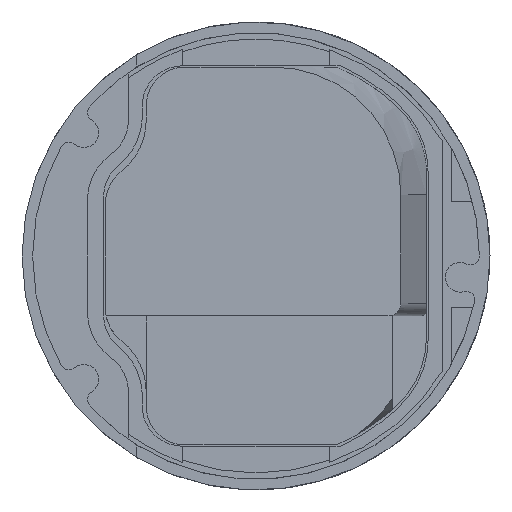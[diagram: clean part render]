
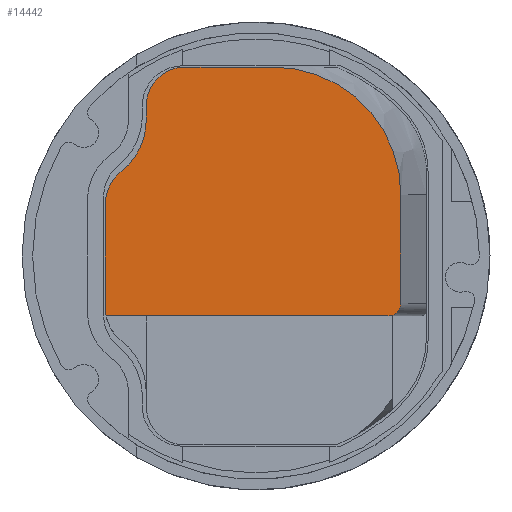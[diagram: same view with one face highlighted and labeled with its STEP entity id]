
A CAD part, front view. The second image highlights one B-rep face of the part: STEP entity #14442.
In plain terms, the highlighted face is planar.
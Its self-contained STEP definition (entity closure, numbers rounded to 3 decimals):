
#19 = ORIENTED_EDGE ( 'NONE', *, *, #10591, .T. ) ;
#128 = VERTEX_POINT ( 'NONE', #14052 ) ;
#218 = CARTESIAN_POINT ( 'NONE',  ( -35.221, 14.1, 0. ) ) ;
#278 = DIRECTION ( 'NONE',  ( 1., 0., 0. ) ) ;
#313 = DIRECTION ( 'NONE',  ( 0., -1., 0. ) ) ;
#687 = VERTEX_POINT ( 'NONE', #774 ) ;
#774 = CARTESIAN_POINT ( 'NONE',  ( -31.714, -19.819, 0. ) ) ;
#781 = LINE ( 'NONE', #5566, #1157 ) ;
#993 = ORIENTED_EDGE ( 'NONE', *, *, #12828, .F. ) ;
#1055 = DIRECTION ( 'NONE',  ( 0., 0., -1. ) ) ;
#1114 = CARTESIAN_POINT ( 'NONE',  ( -35.4, 12.256, 0. ) ) ;
#1157 = VECTOR ( 'NONE', #12396, 1000. ) ;
#1227 = ORIENTED_EDGE ( 'NONE', *, *, #12189, .F. ) ;
#1265 = ORIENTED_EDGE ( 'NONE', *, *, #11240, .F. ) ;
#1283 = DIRECTION ( 'NONE',  ( 0., 0., -1. ) ) ;
#1467 = CARTESIAN_POINT ( 'NONE',  ( 34.05, 14.4, 0. ) ) ;
#1607 = DIRECTION ( 'NONE',  ( 1., 0., 0. ) ) ;
#1687 = VERTEX_POINT ( 'NONE', #218 ) ;
#1792 = CARTESIAN_POINT ( 'NONE',  ( 34.05, -14.4, 0. ) ) ;
#2038 = DIRECTION ( 'NONE',  ( 0., 0., 1. ) ) ;
#2426 = CARTESIAN_POINT ( 'NONE',  ( -25.8, 12.256, 0. ) ) ;
#2434 =( BOUNDED_CURVE ( )  B_SPLINE_CURVE ( 3, ( #5436, #13424, #14567, #7723 ),
 .UNSPECIFIED., .F., .F. ) 
 B_SPLINE_CURVE_WITH_KNOTS ( ( 4, 4 ),
 ( 1.571, 3.142 ),
 .UNSPECIFIED. ) 
 CURVE ( )  GEOMETRIC_REPRESENTATION_ITEM ( )  RATIONAL_B_SPLINE_CURVE ( ( 1., 0.805, 0.805, 1. ) ) 
 REPRESENTATION_ITEM ( '' )  );
#2628 = ORIENTED_EDGE ( 'NONE', *, *, #9751, .T. ) ;
#2792 = EDGE_LOOP ( 'NONE', ( #6982, #19, #2628, #1227, #10987, #5448, #9632, #12967, #4182, #993, #1265 ) ) ;
#2819 = VERTEX_POINT ( 'NONE', #14180 ) ;
#3095 = VECTOR ( 'NONE', #9102, 1000. ) ;
#3434 = CIRCLE ( 'NONE', #8348, 9.1 ) ;
#3467 = CARTESIAN_POINT ( 'NONE',  ( -16.7, -44.4, 0. ) ) ;
#3703 = CARTESIAN_POINT ( 'NONE',  ( 30.994, 14.1, 0. ) ) ;
#3776 = AXIS2_PLACEMENT_3D ( 'NONE', #9536, #10697, #1607 ) ;
#3795 = CIRCLE ( 'NONE', #3776, 30. ) ;
#4182 = ORIENTED_EDGE ( 'NONE', *, *, #11165, .F. ) ;
#4274 = LINE ( 'NONE', #4575, #4975 ) ;
#4393 = AXIS2_PLACEMENT_3D ( 'NONE', #7881, #1055, #9004 ) ;
#4575 = CARTESIAN_POINT ( 'NONE',  ( -35.4, -12.256, 0. ) ) ;
#4653 = CARTESIAN_POINT ( 'NONE',  ( 50., 14.1, 0. ) ) ;
#4703 = LINE ( 'NONE', #3467, #3095 ) ;
#4975 = VECTOR ( 'NONE', #13708, 1000. ) ;
#5436 = CARTESIAN_POINT ( 'NONE',  ( 30.994, 14.1, 0. ) ) ;
#5448 = ORIENTED_EDGE ( 'NONE', *, *, #13828, .F. ) ;
#5566 = CARTESIAN_POINT ( 'NONE',  ( -25.8, -31.95, 0. ) ) ;
#6030 = VERTEX_POINT ( 'NONE', #9906 ) ;
#6377 = VERTEX_POINT ( 'NONE', #6846 ) ;
#6553 = CARTESIAN_POINT ( 'NONE',  ( 34.05, 11.1, 0. ) ) ;
#6716 = DIRECTION ( 'NONE',  ( 0., 0., 1. ) ) ;
#6846 = CARTESIAN_POINT ( 'NONE',  ( -35.4, -12.256, 0. ) ) ;
#6857 = AXIS2_PLACEMENT_3D ( 'NONE', #8838, #2038, #9981 ) ;
#6982 = ORIENTED_EDGE ( 'NONE', *, *, #7174, .F. ) ;
#7104 = DIRECTION ( 'NONE',  ( 0., 0., 1. ) ) ;
#7174 = EDGE_CURVE ( 'NONE', #11737, #1687, #12707, .T. ) ;
#7477 = EDGE_CURVE ( 'NONE', #8649, #2819, #4703, .T. ) ;
#7723 = CARTESIAN_POINT ( 'NONE',  ( 34.05, 11.1, 0. ) ) ;
#7881 = CARTESIAN_POINT ( 'NONE',  ( -41.2, -31.95, 0. ) ) ;
#8094 = VECTOR ( 'NONE', #313, 1000. ) ;
#8096 = DIRECTION ( 'NONE',  ( -1., 0., 0. ) ) ;
#8348 = AXIS2_PLACEMENT_3D ( 'NONE', #13966, #7104, #278 ) ;
#8436 = VERTEX_POINT ( 'NONE', #1792 ) ;
#8649 = VERTEX_POINT ( 'NONE', #8737 ) ;
#8737 = CARTESIAN_POINT ( 'NONE',  ( -16.7, -44.4, 0. ) ) ;
#8838 = CARTESIAN_POINT ( 'NONE',  ( -25.8, -12.256, 0. ) ) ;
#9004 = DIRECTION ( 'NONE',  ( -1., 0., 0. ) ) ;
#9102 = DIRECTION ( 'NONE',  ( 1., 0., 0. ) ) ;
#9282 = VECTOR ( 'NONE', #13788, 1000. ) ;
#9420 = VERTEX_POINT ( 'NONE', #6553 ) ;
#9519 = FACE_OUTER_BOUND ( 'NONE', #2792, .T. ) ;
#9536 = CARTESIAN_POINT ( 'NONE',  ( 4.05, -14.4, 0. ) ) ;
#9632 = ORIENTED_EDGE ( 'NONE', *, *, #12503, .F. ) ;
#9751 = EDGE_CURVE ( 'NONE', #9420, #8436, #13827, .T. ) ;
#9906 = CARTESIAN_POINT ( 'NONE',  ( -25.8, -31.95, 0. ) ) ;
#9981 = DIRECTION ( 'NONE',  ( 1., 0., 0. ) ) ;
#10366 = PLANE ( 'NONE',  #13835 ) ;
#10591 = EDGE_CURVE ( 'NONE', #11737, #9420, #2434, .T. ) ;
#10656 = EDGE_CURVE ( 'NONE', #687, #6030, #12410, .T. ) ;
#10683 = VERTEX_POINT ( 'NONE', #1114 ) ;
#10697 = DIRECTION ( 'NONE',  ( 0., 0., 1. ) ) ;
#10987 = ORIENTED_EDGE ( 'NONE', *, *, #7477, .F. ) ;
#11165 = EDGE_CURVE ( 'NONE', #6377, #687, #13281, .T. ) ;
#11240 = EDGE_CURVE ( 'NONE', #1687, #10683, #13457, .T. ) ;
#11737 = VERTEX_POINT ( 'NONE', #3703 ) ;
#12189 = EDGE_CURVE ( 'NONE', #2819, #8436, #3795, .T. ) ;
#12200 = AXIS2_PLACEMENT_3D ( 'NONE', #13559, #6716, #14696 ) ;
#12396 = DIRECTION ( 'NONE',  ( 0., -1., 0. ) ) ;
#12410 = CIRCLE ( 'NONE', #4393, 15.4 ) ;
#12503 = EDGE_CURVE ( 'NONE', #6030, #128, #781, .T. ) ;
#12707 = LINE ( 'NONE', #4653, #9282 ) ;
#12828 = EDGE_CURVE ( 'NONE', #10683, #6377, #4274, .T. ) ;
#12967 = ORIENTED_EDGE ( 'NONE', *, *, #10656, .F. ) ;
#13281 = CIRCLE ( 'NONE', #6857, 9.6 ) ;
#13424 = CARTESIAN_POINT ( 'NONE',  ( 32.784, 14.1, 0. ) ) ;
#13457 = CIRCLE ( 'NONE', #12200, 9.6 ) ;
#13559 = CARTESIAN_POINT ( 'NONE',  ( -25.8, 12.256, 0. ) ) ;
#13708 = DIRECTION ( 'NONE',  ( 0., -1., 0. ) ) ;
#13788 = DIRECTION ( 'NONE',  ( -1., 0., 0. ) ) ;
#13827 = LINE ( 'NONE', #1467, #8094 ) ;
#13828 = EDGE_CURVE ( 'NONE', #128, #8649, #3434, .T. ) ;
#13835 = AXIS2_PLACEMENT_3D ( 'NONE', #2426, #1283, #8096 ) ;
#13966 = CARTESIAN_POINT ( 'NONE',  ( -16.7, -35.3, 0. ) ) ;
#14052 = CARTESIAN_POINT ( 'NONE',  ( -25.8, -35.3, 0. ) ) ;
#14180 = CARTESIAN_POINT ( 'NONE',  ( 4.05, -44.4, 0. ) ) ;
#14442 = ADVANCED_FACE ( 'NONE', ( #9519 ), #10366, .T. ) ;
#14567 = CARTESIAN_POINT ( 'NONE',  ( 34.05, 12.857, 0. ) ) ;
#14696 = DIRECTION ( 'NONE',  ( -1., 0., 0. ) ) ;
